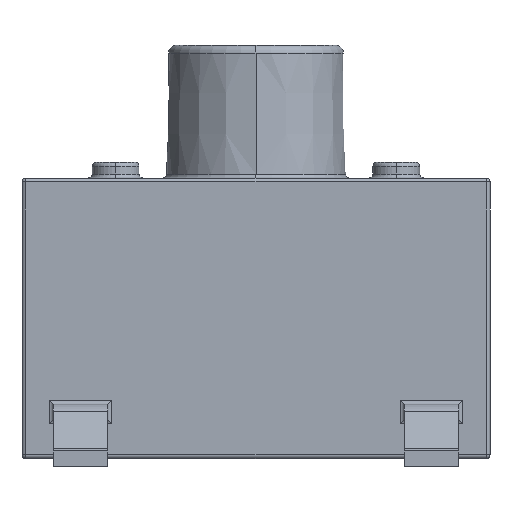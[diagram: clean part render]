
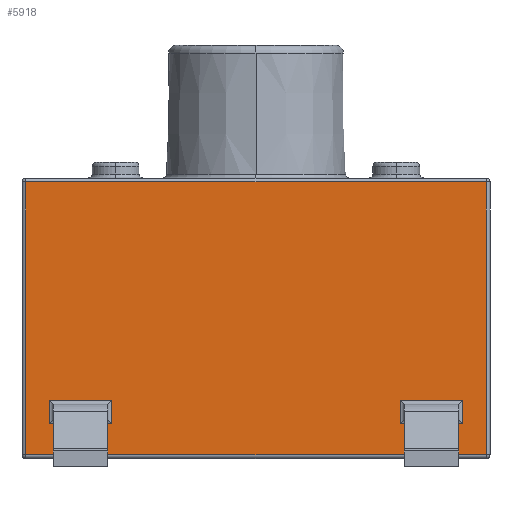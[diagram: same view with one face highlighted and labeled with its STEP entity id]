
A CAD part, left-side view. The second image highlights one B-rep face of the part: STEP entity #5918.
In plain terms, the highlighted planar face has unit normal (-1, 0, 0).
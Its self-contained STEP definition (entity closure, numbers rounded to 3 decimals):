
#2 = PLANE ( 'NONE',  #2548 ) ;
#71 = VECTOR ( 'NONE', #361, 1000. ) ;
#134 = VECTOR ( 'NONE', #2610, 1000. ) ;
#151 = VERTEX_POINT ( 'NONE', #3502 ) ;
#209 = LINE ( 'NONE', #1116, #1992 ) ;
#250 = ORIENTED_EDGE ( 'NONE', *, *, #5100, .T. ) ;
#310 = EDGE_LOOP ( 'NONE', ( #4602, #4759, #4663, #3952 ) ) ;
#361 = DIRECTION ( 'NONE',  ( 0., 0., -1. ) ) ;
#397 = EDGE_CURVE ( 'NONE', #5013, #3525, #6072, .T. ) ;
#516 = EDGE_CURVE ( 'NONE', #3211, #4335, #1718, .T. ) ;
#575 = CARTESIAN_POINT ( 'NONE',  ( -3., 3., 3.55 ) ) ;
#636 = ORIENTED_EDGE ( 'NONE', *, *, #1521, .T. ) ;
#701 = CARTESIAN_POINT ( 'NONE',  ( -3., 3., 0.45 ) ) ;
#821 = LINE ( 'NONE', #5843, #71 ) ;
#830 = LINE ( 'NONE', #2903, #3092 ) ;
#915 = VECTOR ( 'NONE', #4844, 1000. ) ;
#1116 = CARTESIAN_POINT ( 'NONE',  ( -3., 3., 0.05 ) ) ;
#1300 = CARTESIAN_POINT ( 'NONE',  ( -3., -2.95, 3.55 ) ) ;
#1330 = CARTESIAN_POINT ( 'NONE',  ( -3., 1.85, 0.75 ) ) ;
#1475 = CARTESIAN_POINT ( 'NONE',  ( -3., -2.95, 0.05 ) ) ;
#1499 = VECTOR ( 'NONE', #1914, 1000. ) ;
#1502 = FACE_BOUND ( 'NONE', #310, .T. ) ;
#1521 = EDGE_CURVE ( 'NONE', #2308, #5013, #5103, .T. ) ;
#1551 = VERTEX_POINT ( 'NONE', #3398 ) ;
#1622 = EDGE_LOOP ( 'NONE', ( #250, #6532, #2617, #4830 ) ) ;
#1718 = LINE ( 'NONE', #5396, #915 ) ;
#1733 = LINE ( 'NONE', #3753, #2009 ) ;
#1914 = DIRECTION ( 'NONE',  ( 0., -1., 0. ) ) ;
#1969 = CARTESIAN_POINT ( 'NONE',  ( -3., 3., 0.75 ) ) ;
#1992 = VECTOR ( 'NONE', #3201, 1000. ) ;
#2009 = VECTOR ( 'NONE', #3371, 1000. ) ;
#2046 = FACE_BOUND ( 'NONE', #1622, .T. ) ;
#2138 = CARTESIAN_POINT ( 'NONE',  ( -3., 2.65, 0.45 ) ) ;
#2221 = DIRECTION ( 'NONE',  ( 0., 0., 1. ) ) ;
#2308 = VERTEX_POINT ( 'NONE', #1300 ) ;
#2548 = AXIS2_PLACEMENT_3D ( 'NONE', #5507, #5537, #5570 ) ;
#2610 = DIRECTION ( 'NONE',  ( 0., 1., 0. ) ) ;
#2617 = ORIENTED_EDGE ( 'NONE', *, *, #516, .T. ) ;
#2708 = VECTOR ( 'NONE', #6473, 1000. ) ;
#2785 = LINE ( 'NONE', #5702, #6097 ) ;
#2903 = CARTESIAN_POINT ( 'NONE',  ( -3., -1.85, 3.3 ) ) ;
#2954 = VERTEX_POINT ( 'NONE', #5823 ) ;
#2970 = VECTOR ( 'NONE', #5351, 1000. ) ;
#3085 = LINE ( 'NONE', #1969, #2708 ) ;
#3092 = VECTOR ( 'NONE', #4453, 1000. ) ;
#3116 = CARTESIAN_POINT ( 'NONE',  ( -3., -2.65, 0.45 ) ) ;
#3201 = DIRECTION ( 'NONE',  ( 0., -1., 0. ) ) ;
#3204 = EDGE_CURVE ( 'NONE', #1551, #3278, #821, .T. ) ;
#3211 = VERTEX_POINT ( 'NONE', #1330 ) ;
#3263 = EDGE_CURVE ( 'NONE', #2954, #1551, #3085, .T. ) ;
#3278 = VERTEX_POINT ( 'NONE', #3116 ) ;
#3371 = DIRECTION ( 'NONE',  ( 0., 1., 0. ) ) ;
#3398 = CARTESIAN_POINT ( 'NONE',  ( -3., -2.65, 0.75 ) ) ;
#3502 = CARTESIAN_POINT ( 'NONE',  ( -3., -1.85, 0.45 ) ) ;
#3525 = VERTEX_POINT ( 'NONE', #6109 ) ;
#3632 = VERTEX_POINT ( 'NONE', #2138 ) ;
#3634 = FACE_OUTER_BOUND ( 'NONE', #4115, .T. ) ;
#3753 = CARTESIAN_POINT ( 'NONE',  ( -3., 3., 0.45 ) ) ;
#3952 = ORIENTED_EDGE ( 'NONE', *, *, #3263, .T. ) ;
#3974 = DIRECTION ( 'NONE',  ( 0., 0., -1. ) ) ;
#3999 = VERTEX_POINT ( 'NONE', #5141 ) ;
#4092 = CARTESIAN_POINT ( 'NONE',  ( -3., 2.95, 3.55 ) ) ;
#4115 = EDGE_LOOP ( 'NONE', ( #5761, #4212, #6047, #636 ) ) ;
#4212 = ORIENTED_EDGE ( 'NONE', *, *, #6421, .T. ) ;
#4335 = VERTEX_POINT ( 'NONE', #6471 ) ;
#4453 = DIRECTION ( 'NONE',  ( 0., 0., 1. ) ) ;
#4580 = VECTOR ( 'NONE', #3974, 1000. ) ;
#4602 = ORIENTED_EDGE ( 'NONE', *, *, #3204, .T. ) ;
#4663 = ORIENTED_EDGE ( 'NONE', *, *, #5696, .T. ) ;
#4716 = LINE ( 'NONE', #701, #6440 ) ;
#4759 = ORIENTED_EDGE ( 'NONE', *, *, #5287, .T. ) ;
#4830 = ORIENTED_EDGE ( 'NONE', *, *, #5512, .T. ) ;
#4844 = DIRECTION ( 'NONE',  ( 0., 0., -1. ) ) ;
#4875 = LINE ( 'NONE', #5442, #1499 ) ;
#4988 = CARTESIAN_POINT ( 'NONE',  ( -3., 2.95, 3.3 ) ) ;
#5013 = VERTEX_POINT ( 'NONE', #4092 ) ;
#5100 = EDGE_CURVE ( 'NONE', #3632, #3999, #2785, .T. ) ;
#5103 = LINE ( 'NONE', #575, #134 ) ;
#5113 = EDGE_CURVE ( 'NONE', #5890, #2308, #5911, .T. ) ;
#5141 = CARTESIAN_POINT ( 'NONE',  ( -3., 2.65, 0.75 ) ) ;
#5287 = EDGE_CURVE ( 'NONE', #3278, #151, #4716, .T. ) ;
#5351 = DIRECTION ( 'NONE',  ( 0., 0., 1. ) ) ;
#5396 = CARTESIAN_POINT ( 'NONE',  ( -3., 1.85, 3.3 ) ) ;
#5442 = CARTESIAN_POINT ( 'NONE',  ( -3., 3., 0.75 ) ) ;
#5507 = CARTESIAN_POINT ( 'NONE',  ( -3., 3., 3.3 ) ) ;
#5512 = EDGE_CURVE ( 'NONE', #4335, #3632, #1733, .T. ) ;
#5537 = DIRECTION ( 'NONE',  ( 1., 0., 0. ) ) ;
#5570 = DIRECTION ( 'NONE',  ( 0., 1., 0. ) ) ;
#5696 = EDGE_CURVE ( 'NONE', #151, #2954, #830, .T. ) ;
#5702 = CARTESIAN_POINT ( 'NONE',  ( -3., 2.65, 3.3 ) ) ;
#5761 = ORIENTED_EDGE ( 'NONE', *, *, #397, .T. ) ;
#5823 = CARTESIAN_POINT ( 'NONE',  ( -3., -1.85, 0.75 ) ) ;
#5843 = CARTESIAN_POINT ( 'NONE',  ( -3., -2.65, 3.3 ) ) ;
#5890 = VERTEX_POINT ( 'NONE', #1475 ) ;
#5911 = LINE ( 'NONE', #6535, #2970 ) ;
#5918 = ADVANCED_FACE ( 'NONE', ( #2046, #1502, #3634 ), #2, .F. ) ;
#6047 = ORIENTED_EDGE ( 'NONE', *, *, #5113, .T. ) ;
#6072 = LINE ( 'NONE', #4988, #4580 ) ;
#6097 = VECTOR ( 'NONE', #2221, 1000. ) ;
#6109 = CARTESIAN_POINT ( 'NONE',  ( -3., 2.95, 0.05 ) ) ;
#6190 = EDGE_CURVE ( 'NONE', #3999, #3211, #4875, .T. ) ;
#6284 = DIRECTION ( 'NONE',  ( 0., 1., 0. ) ) ;
#6421 = EDGE_CURVE ( 'NONE', #3525, #5890, #209, .T. ) ;
#6440 = VECTOR ( 'NONE', #6284, 1000. ) ;
#6471 = CARTESIAN_POINT ( 'NONE',  ( -3., 1.85, 0.45 ) ) ;
#6473 = DIRECTION ( 'NONE',  ( 0., -1., 0. ) ) ;
#6532 = ORIENTED_EDGE ( 'NONE', *, *, #6190, .T. ) ;
#6535 = CARTESIAN_POINT ( 'NONE',  ( -3., -2.95, 3.3 ) ) ;
